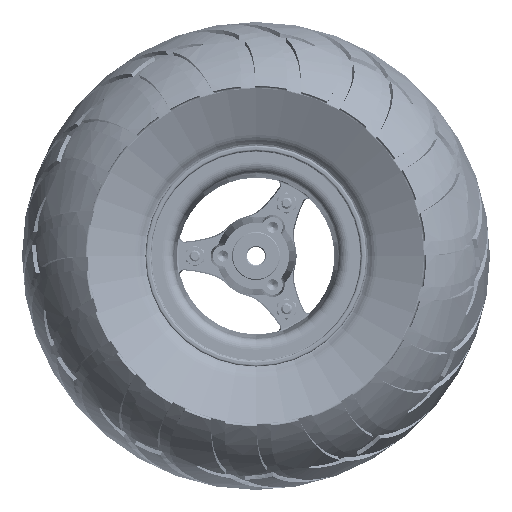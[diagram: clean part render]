
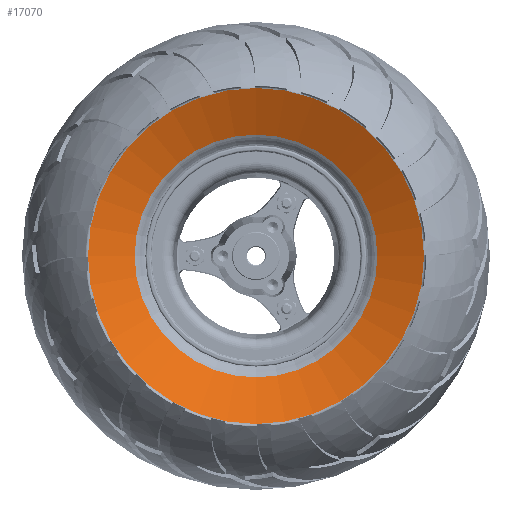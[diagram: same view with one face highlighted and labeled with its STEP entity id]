
A CAD part, left-side view. The second image highlights one B-rep face of the part: STEP entity #17070.
In plain terms, the highlighted conical face has half-angle 65.913 degrees and reference radius 91.144 mm.
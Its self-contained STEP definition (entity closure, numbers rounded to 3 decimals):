
#503=CONICAL_SURFACE('',#18506,91.144,1.15);
#930=CIRCLE('',#18501,91.144);
#934=CIRCLE('',#18507,65.825);
#2271=LINE('',#57109,#2991);
#2991=VECTOR('',#21910,91.144);
#4577=FACE_OUTER_BOUND('',#5582,.T.);
#5582=EDGE_LOOP('',(#16070,#16071,#16072,#16073));
#8187=VERTEX_POINT('',#57097);
#8190=VERTEX_POINT('',#57107);
#10813=EDGE_CURVE('',#8187,#8187,#930,.F.);
#10818=EDGE_CURVE('',#8190,#8190,#934,.T.);
#10819=EDGE_CURVE('',#8190,#8187,#2271,.T.);
#16070=ORIENTED_EDGE('',*,*,#10818,.F.);
#16071=ORIENTED_EDGE('',*,*,#10819,.T.);
#16072=ORIENTED_EDGE('',*,*,#10813,.F.);
#16073=ORIENTED_EDGE('',*,*,#10819,.F.);
#17070=ADVANCED_FACE('',(#4577),#503,.F.);
#18501=AXIS2_PLACEMENT_3D('',#57098,#21895,#21896);
#18506=AXIS2_PLACEMENT_3D('',#57106,#21906,#21907);
#18507=AXIS2_PLACEMENT_3D('',#57108,#21908,#21909);
#21895=DIRECTION('center_axis',(-1.,0.,0.));
#21896=DIRECTION('ref_axis',(0.,0.,1.));
#21906=DIRECTION('center_axis',(-1.,0.,0.));
#21907=DIRECTION('ref_axis',(0.,0.,1.));
#21908=DIRECTION('center_axis',(-1.,0.,0.));
#21909=DIRECTION('ref_axis',(0.,0.,1.));
#21910=DIRECTION('',(-0.408,0.,-0.913));
#57097=CARTESIAN_POINT('',(-63.853,0.,-91.144));
#57098=CARTESIAN_POINT('Origin',(-63.853,0.,0.));
#57106=CARTESIAN_POINT('Origin',(-63.853,0.,0.));
#57107=CARTESIAN_POINT('',(-52.534,0.,-65.825));
#57108=CARTESIAN_POINT('Origin',(-52.534,0.,0.));
#57109=CARTESIAN_POINT('',(-63.853,0.,-91.144));
